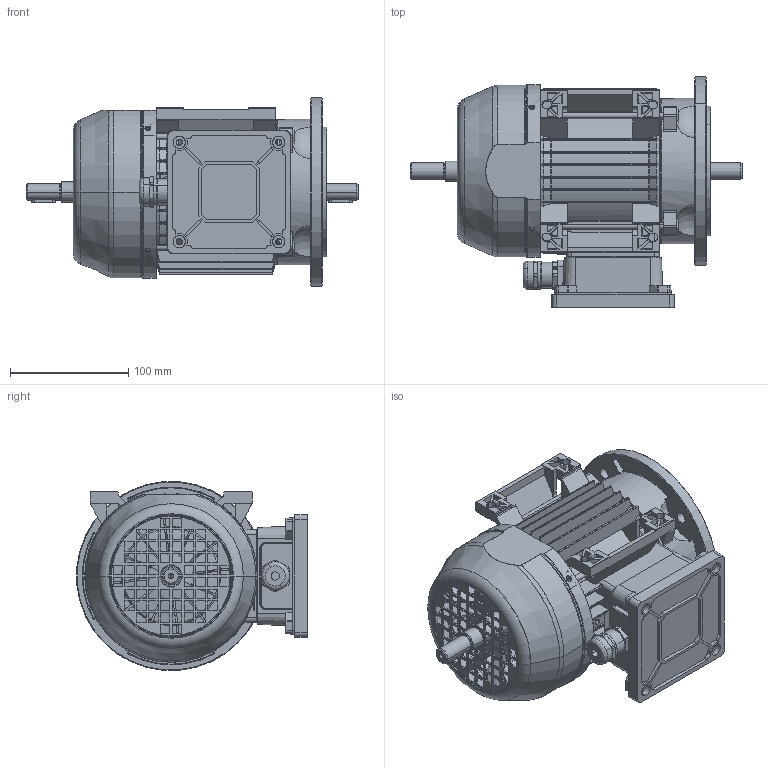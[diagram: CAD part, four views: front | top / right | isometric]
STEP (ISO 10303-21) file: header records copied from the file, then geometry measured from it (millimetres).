
FILE_DESCRIPTION (( 'STEP AP214' ), '1' );
FILE_NAME ('FCAP71-B3 B5-IC411-2-4-6-8 POLI-TB RIGHT-DOUBLE SHAFT.STEP', '2024-09-19T06:35:23', ( '' ), ( '' ), 'SwSTEP 2.0', 'SolidWorks 2024', '' );
FILE_SCHEMA (( 'AUTOMOTIVE_DESIGN' ));
Length unit declared in the file: millimetre
Products named in the file (17): Guarnizione scatola-coperchio 71- 80; Carcassa 71-B3 M. LATERALE; GRUPPO COPRIMORSETTIERA 71; Guarnizione scatola-motore71- 80; PRESSACAVO M20; Molla_Molla Dext = 40; Scudo C71 posteriore; COPRIVENTOLA MEC 71; Flangia Unel FC71; Targhetta motore_LAMIERA ALLUMINIO; VENTOLA TIPO 71 MEC; Albero C-FC71_H Pacco = 40; Scatola morsetti 71- 80_STANDARD DEFINITIVO-1 FORO CENTRALE; Coperchio scatola morsetti 71-80; FCAP71-B3 B5-IC411-2-4-6-8 POLI-TB RIGHT-DOUBLE SHAFT; Tirante M5 L.130; parallel_din_Parallel key A5 x 5 x 20 DIN 6885
Assembly tree (21 placements, depth 3):
  FCAP71-B3 B5-IC411-2-4-6-8 POLI-TB RIGHT-DOUBLE SHAFT
    Albero C-FC71_H Pacco = 40  x2
    Flangia Unel FC71
    parallel_din_Parallel key A5 x 5 x 20 DIN 6885  x2
    Scudo C71 posteriore
    Tirante M5 L.130  x4
    VENTOLA TIPO 71 MEC
    COPRIVENTOLA MEC 71
    Targhetta motore_LAMIERA ALLUMINIO
    Molla_Molla Dext = 40
    Carcassa 71-B3 M. LATERALE
    GRUPPO COPRIMORSETTIERA 71
      Guarnizione scatola-motore71- 80
      Scatola morsetti 71- 80_STANDARD DEFINITIVO-1 FORO CENTRALE
      Guarnizione scatola-coperchio 71- 80
      PRESSACAVO M20
      Coperchio scatola morsetti 71-80
Bounding box: 280.5 x 194.7 x 159.39 mm (x, y, z)
Volume: 898530.6 mm3; surface area: 546152.8 mm2
Topology: 32 solids, 33 shells, 3395 faces, 8872 edges, 5607 vertices
Faces by surface type: plane 1310, cylinder 924, torus 489, cone 422, bspline 201, sphere 49
Entity records: 115427 total; most frequent: CARTESIAN_POINT 35026, ORIENTED_EDGE 17276, DIRECTION 15994, EDGE_CURVE 8638, AXIS2_PLACEMENT_3D 5949, VERTEX_POINT 5478, VECTOR 4096, LINE 4096
